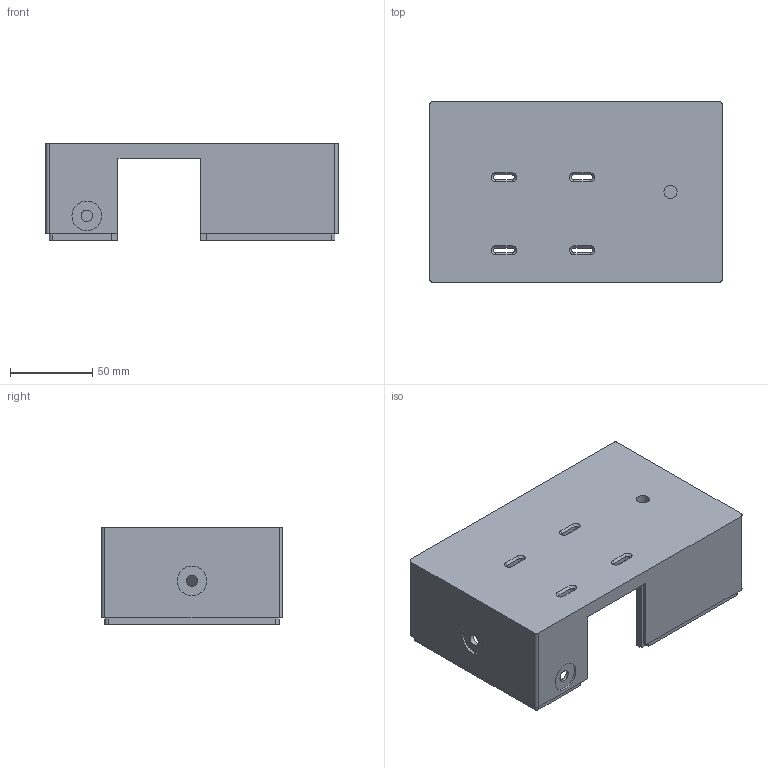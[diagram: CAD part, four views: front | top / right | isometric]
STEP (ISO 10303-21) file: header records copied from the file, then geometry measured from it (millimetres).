
FILE_DESCRIPTION(/* description */ (''),/* implementation_level */ '2;1');
FILE_NAME(/* name */ 'First_Stage_BoxBottom_Print.stp',/* time_stamp */ '2024-12-09T14:40:25-08:00',/* author */ ('Paul Linke'),/* organization */ (''),/* preprocessor_version */ 'ST-DEVELOPER v20',/* originating_system */ 'Autodesk Inventor 2025',/* authorisation */ '');
FILE_SCHEMA (('AUTOMOTIVE_DESIGN { 1 0 10303 214 3 1 1 }'));
Length unit declared in the file: millimetre
Products named in the file (1): First_Stage_BoxBottom_Print
Bounding box: 178 x 110.06 x 59 mm (x, y, z)
Volume: 265069.5 mm3; surface area: 103881.8 mm2
Topology: 1 solids, 1 shells, 143 faces, 392 edges, 273 vertices
Faces by surface type: plane 102, cylinder 33, cone 8
Full cylindrical faces by diameter (mm): 4 x4, 7 x3, 8 x2, 18 x4
Entity records: 4559 total; most frequent: CARTESIAN_POINT 813, ORIENTED_EDGE 756, DIRECTION 750, EDGE_CURVE 378, LINE 302, VECTOR 302, VERTEX_POINT 246, AXIS2_PLACEMENT_3D 224
